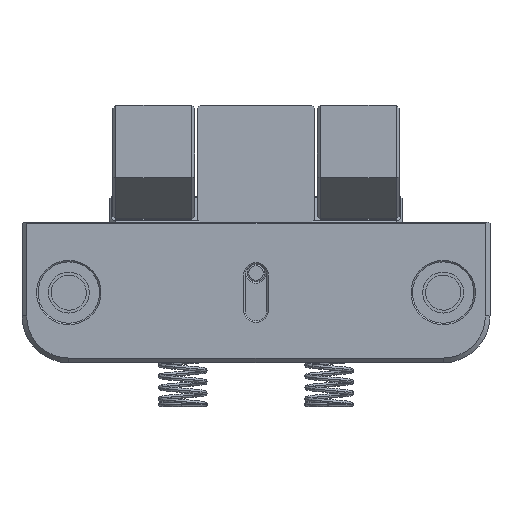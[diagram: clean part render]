
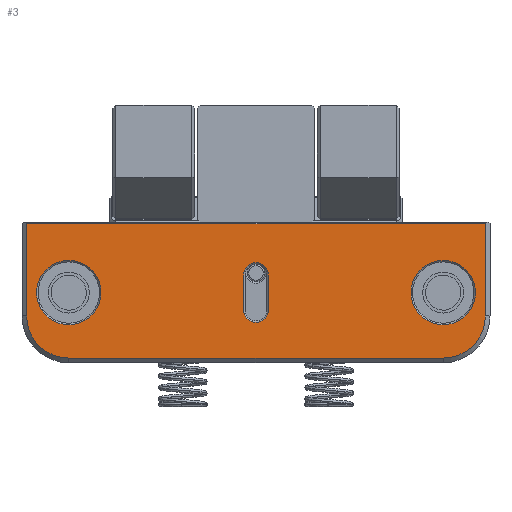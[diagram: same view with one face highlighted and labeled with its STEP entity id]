
A CAD part, front view. The second image highlights one B-rep face of the part: STEP entity #3.
In plain terms, the highlighted face is planar.
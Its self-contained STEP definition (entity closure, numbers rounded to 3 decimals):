
#3 = ADVANCED_FACE ( 'NONE', ( #1238, #10886, #177, #1106 ), #1217, .T. ) ;
#173 = EDGE_CURVE ( 'NONE', #6938, #4989, #8646, .T. ) ;
#177 = FACE_BOUND ( 'NONE', #2041, .T. ) ;
#280 = VERTEX_POINT ( 'NONE', #6666 ) ;
#331 = CIRCLE ( 'NONE', #6756, 5.504 ) ;
#350 = DIRECTION ( 'NONE',  ( 0., 0., 1. ) ) ;
#459 = CIRCLE ( 'NONE', #1263, 2.104 ) ;
#543 = LINE ( 'NONE', #7554, #8491 ) ;
#786 = DIRECTION ( 'NONE',  ( 1., 0., 0. ) ) ;
#936 = DIRECTION ( 'NONE',  ( 0., -1., 0. ) ) ;
#941 = CARTESIAN_POINT ( 'NONE',  ( -32., 20., -16. ) ) ;
#957 = ORIENTED_EDGE ( 'NONE', *, *, #2170, .T. ) ;
#1106 = FACE_OUTER_BOUND ( 'NONE', #1736, .T. ) ;
#1201 = VERTEX_POINT ( 'NONE', #2529 ) ;
#1217 = PLANE ( 'NONE',  #4831 ) ;
#1238 = FACE_BOUND ( 'NONE', #8660, .T. ) ;
#1263 = AXIS2_PLACEMENT_3D ( 'NONE', #6381, #10728, #2313 ) ;
#1304 = DIRECTION ( 'NONE',  ( 0., -1., 0. ) ) ;
#1340 = CARTESIAN_POINT ( 'NONE',  ( -32., 20., -23.2 ) ) ;
#1342 = ORIENTED_EDGE ( 'NONE', *, *, #3782, .T. ) ;
#1345 = DIRECTION ( 'NONE',  ( 0., 1., 0. ) ) ;
#1396 = VERTEX_POINT ( 'NONE', #8587 ) ;
#1401 = EDGE_CURVE ( 'NONE', #10278, #6469, #10359, .T. ) ;
#1563 = LINE ( 'NONE', #1725, #9627 ) ;
#1725 = CARTESIAN_POINT ( 'NONE',  ( -40., 20., -0.254 ) ) ;
#1736 = EDGE_LOOP ( 'NONE', ( #1342, #8360, #6494, #9531, #9493, #6241 ) ) ;
#1798 = VECTOR ( 'NONE', #8832, 1000. ) ;
#1854 = VERTEX_POINT ( 'NONE', #3796 ) ;
#1973 = CARTESIAN_POINT ( 'NONE',  ( 39.2, 20., -16. ) ) ;
#2019 = DIRECTION ( 'NONE',  ( 0., -1., 0. ) ) ;
#2041 = EDGE_LOOP ( 'NONE', ( #957, #5396, #7201, #9897, #4392 ) ) ;
#2088 = DIRECTION ( 'NONE',  ( 0., 0., 1. ) ) ;
#2170 = EDGE_CURVE ( 'NONE', #10310, #1201, #2931, .T. ) ;
#2313 = DIRECTION ( 'NONE',  ( 0., 0., 1. ) ) ;
#2459 = LINE ( 'NONE', #4673, #10650 ) ;
#2529 = CARTESIAN_POINT ( 'NONE',  ( 0., 20., -6.896 ) ) ;
#2652 = DIRECTION ( 'NONE',  ( 0., 1., 0. ) ) ;
#2751 = DIRECTION ( 'NONE',  ( 0., -1., 0. ) ) ;
#2754 = CARTESIAN_POINT ( 'NONE',  ( -32., 20., -23.2 ) ) ;
#2866 = EDGE_CURVE ( 'NONE', #10705, #280, #543, .T. ) ;
#2915 = DIRECTION ( 'NONE',  ( 0., 1., 0. ) ) ;
#2931 = CIRCLE ( 'NONE', #10197, 2.104 ) ;
#2962 = CIRCLE ( 'NONE', #10684, 2.104 ) ;
#3133 = CARTESIAN_POINT ( 'NONE',  ( 0., 20., -9. ) ) ;
#3145 = CARTESIAN_POINT ( 'NONE',  ( 2.104, 20., -9. ) ) ;
#3377 = EDGE_CURVE ( 'NONE', #5312, #10310, #9411, .T. ) ;
#3508 = CIRCLE ( 'NONE', #4011, 7.2 ) ;
#3570 = VECTOR ( 'NONE', #5437, 1000. ) ;
#3782 = EDGE_CURVE ( 'NONE', #1854, #10790, #6246, .T. ) ;
#3796 = CARTESIAN_POINT ( 'NONE',  ( -39.2, 20., -16. ) ) ;
#3821 = EDGE_CURVE ( 'NONE', #6469, #10278, #331, .T. ) ;
#3827 = CARTESIAN_POINT ( 'NONE',  ( 32., 20., -23.2 ) ) ;
#4011 = AXIS2_PLACEMENT_3D ( 'NONE', #9075, #1345, #7338 ) ;
#4111 = CARTESIAN_POINT ( 'NONE',  ( 32., 20., -17.504 ) ) ;
#4353 = DIRECTION ( 'NONE',  ( 0., 0., 1. ) ) ;
#4392 = ORIENTED_EDGE ( 'NONE', *, *, #3377, .T. ) ;
#4462 = CARTESIAN_POINT ( 'NONE',  ( 32., 20., -12. ) ) ;
#4475 = EDGE_CURVE ( 'NONE', #1201, #10705, #459, .T. ) ;
#4673 = CARTESIAN_POINT ( 'NONE',  ( 39.2, 20., -24. ) ) ;
#4829 = EDGE_CURVE ( 'NONE', #280, #5312, #2962, .T. ) ;
#4831 = AXIS2_PLACEMENT_3D ( 'NONE', #7139, #2915, #8837 ) ;
#4839 = CARTESIAN_POINT ( 'NONE',  ( 2.104, 20., -15. ) ) ;
#4989 = VERTEX_POINT ( 'NONE', #2754 ) ;
#5312 = VERTEX_POINT ( 'NONE', #4839 ) ;
#5396 = ORIENTED_EDGE ( 'NONE', *, *, #4475, .T. ) ;
#5437 = DIRECTION ( 'NONE',  ( 0., 0., 1. ) ) ;
#5494 = DIRECTION ( 'NONE',  ( -1., 0., 0. ) ) ;
#6241 = ORIENTED_EDGE ( 'NONE', *, *, #8700, .T. ) ;
#6246 = LINE ( 'NONE', #9535, #1798 ) ;
#6306 = EDGE_CURVE ( 'NONE', #10790, #1396, #1563, .T. ) ;
#6378 = DIRECTION ( 'NONE',  ( 0., 0., -1. ) ) ;
#6381 = CARTESIAN_POINT ( 'NONE',  ( 0., 20., -9. ) ) ;
#6469 = VERTEX_POINT ( 'NONE', #10217 ) ;
#6470 = ORIENTED_EDGE ( 'NONE', *, *, #9198, .T. ) ;
#6494 = ORIENTED_EDGE ( 'NONE', *, *, #8252, .T. ) ;
#6652 = CARTESIAN_POINT ( 'NONE',  ( 2.104, 20., -9. ) ) ;
#6666 = CARTESIAN_POINT ( 'NONE',  ( -2.104, 20., -15. ) ) ;
#6756 = AXIS2_PLACEMENT_3D ( 'NONE', #9669, #6999, #10522 ) ;
#6812 = EDGE_CURVE ( 'NONE', #9012, #7284, #7465, .T. ) ;
#6938 = VERTEX_POINT ( 'NONE', #3827 ) ;
#6999 = DIRECTION ( 'NONE',  ( 0., -1., 0. ) ) ;
#7036 = ORIENTED_EDGE ( 'NONE', *, *, #6812, .T. ) ;
#7139 = CARTESIAN_POINT ( 'NONE',  ( -40., 20., -24. ) ) ;
#7150 = EDGE_LOOP ( 'NONE', ( #10183, #9687 ) ) ;
#7201 = ORIENTED_EDGE ( 'NONE', *, *, #2866, .T. ) ;
#7284 = VERTEX_POINT ( 'NONE', #4111 ) ;
#7338 = DIRECTION ( 'NONE',  ( 0., 0., 1. ) ) ;
#7465 = CIRCLE ( 'NONE', #9636, 5.504 ) ;
#7554 = CARTESIAN_POINT ( 'NONE',  ( -2.104, 20., -15. ) ) ;
#7687 = CARTESIAN_POINT ( 'NONE',  ( 0., 20., -15. ) ) ;
#7738 = VERTEX_POINT ( 'NONE', #1973 ) ;
#8018 = CIRCLE ( 'NONE', #10630, 7.2 ) ;
#8096 = CARTESIAN_POINT ( 'NONE',  ( 32., 20., -12. ) ) ;
#8252 = EDGE_CURVE ( 'NONE', #1396, #7738, #2459, .T. ) ;
#8269 = EDGE_CURVE ( 'NONE', #7738, #6938, #3508, .T. ) ;
#8351 = CARTESIAN_POINT ( 'NONE',  ( -39.2, 20., -0.254 ) ) ;
#8360 = ORIENTED_EDGE ( 'NONE', *, *, #6306, .T. ) ;
#8430 = CARTESIAN_POINT ( 'NONE',  ( -32., 20., -6.496 ) ) ;
#8491 = VECTOR ( 'NONE', #9282, 1000. ) ;
#8587 = CARTESIAN_POINT ( 'NONE',  ( 39.2, 20., -0.254 ) ) ;
#8646 = LINE ( 'NONE', #1340, #8908 ) ;
#8660 = EDGE_LOOP ( 'NONE', ( #7036, #6470 ) ) ;
#8700 = EDGE_CURVE ( 'NONE', #4989, #1854, #8018, .T. ) ;
#8806 = CIRCLE ( 'NONE', #10793, 5.504 ) ;
#8832 = DIRECTION ( 'NONE',  ( 0., 0., 1. ) ) ;
#8837 = DIRECTION ( 'NONE',  ( 0., 0., 1. ) ) ;
#8908 = VECTOR ( 'NONE', #5494, 1000. ) ;
#8960 = DIRECTION ( 'NONE',  ( 0., 0., 1. ) ) ;
#9012 = VERTEX_POINT ( 'NONE', #9694 ) ;
#9075 = CARTESIAN_POINT ( 'NONE',  ( 32., 20., -16. ) ) ;
#9198 = EDGE_CURVE ( 'NONE', #7284, #9012, #8806, .T. ) ;
#9282 = DIRECTION ( 'NONE',  ( 0., 0., -1. ) ) ;
#9411 = LINE ( 'NONE', #3145, #3570 ) ;
#9493 = ORIENTED_EDGE ( 'NONE', *, *, #173, .T. ) ;
#9516 = CARTESIAN_POINT ( 'NONE',  ( -32., 20., -12. ) ) ;
#9531 = ORIENTED_EDGE ( 'NONE', *, *, #8269, .T. ) ;
#9535 = CARTESIAN_POINT ( 'NONE',  ( -39.2, 20., -24. ) ) ;
#9627 = VECTOR ( 'NONE', #786, 1000. ) ;
#9636 = AXIS2_PLACEMENT_3D ( 'NONE', #4462, #2019, #350 ) ;
#9669 = CARTESIAN_POINT ( 'NONE',  ( -32., 20., -12. ) ) ;
#9687 = ORIENTED_EDGE ( 'NONE', *, *, #3821, .T. ) ;
#9694 = CARTESIAN_POINT ( 'NONE',  ( 32., 20., -6.496 ) ) ;
#9842 = AXIS2_PLACEMENT_3D ( 'NONE', #9516, #2751, #2088 ) ;
#9888 = DIRECTION ( 'NONE',  ( 0., -1., 0. ) ) ;
#9897 = ORIENTED_EDGE ( 'NONE', *, *, #4829, .T. ) ;
#10178 = DIRECTION ( 'NONE',  ( 0., 0., 1. ) ) ;
#10183 = ORIENTED_EDGE ( 'NONE', *, *, #1401, .T. ) ;
#10197 = AXIS2_PLACEMENT_3D ( 'NONE', #3133, #9888, #10782 ) ;
#10217 = CARTESIAN_POINT ( 'NONE',  ( -32., 20., -17.504 ) ) ;
#10278 = VERTEX_POINT ( 'NONE', #8430 ) ;
#10310 = VERTEX_POINT ( 'NONE', #6652 ) ;
#10359 = CIRCLE ( 'NONE', #9842, 5.504 ) ;
#10522 = DIRECTION ( 'NONE',  ( 0., 0., 1. ) ) ;
#10630 = AXIS2_PLACEMENT_3D ( 'NONE', #941, #2652, #4353 ) ;
#10650 = VECTOR ( 'NONE', #6378, 1000. ) ;
#10684 = AXIS2_PLACEMENT_3D ( 'NONE', #7687, #936, #10178 ) ;
#10705 = VERTEX_POINT ( 'NONE', #10794 ) ;
#10728 = DIRECTION ( 'NONE',  ( 0., -1., 0. ) ) ;
#10782 = DIRECTION ( 'NONE',  ( 0., 0., 1. ) ) ;
#10790 = VERTEX_POINT ( 'NONE', #8351 ) ;
#10793 = AXIS2_PLACEMENT_3D ( 'NONE', #8096, #1304, #8960 ) ;
#10794 = CARTESIAN_POINT ( 'NONE',  ( -2.104, 20., -9. ) ) ;
#10886 = FACE_BOUND ( 'NONE', #7150, .T. ) ;
